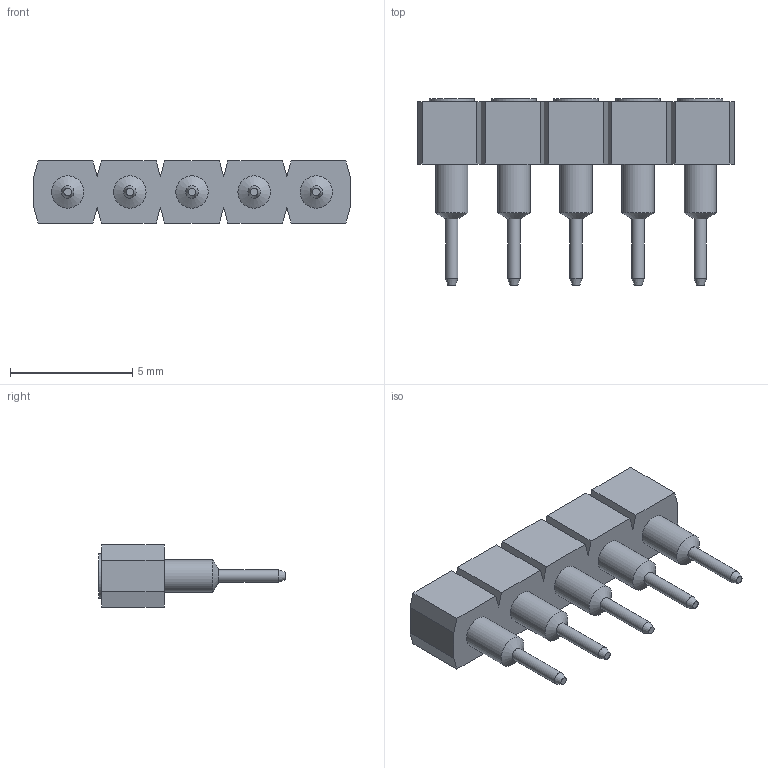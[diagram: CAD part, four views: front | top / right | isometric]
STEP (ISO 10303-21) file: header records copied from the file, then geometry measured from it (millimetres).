
FILE_DESCRIPTION( ( 'STEP AP214' ), ' ' );
FILE_NAME( 'SS-105-G-2.stp', '2016-03-05T20:15:54', ( '' ), ( '' ), ' ', 'PARTsolutions', ' ' );
FILE_SCHEMA( ( 'AUTOMOTIVE_DESIGN { 1 0 10303 214 1 1 1 1 }' ) );
Length unit declared in the file: inch
Products named in the file (3): SS-105-G-2; _SS-105-G-2_socket; _SS-105-G-2_pins
Assembly tree (6 placements, depth 2):
  SS-105-G-2
    _SS-105-G-2_socket
    _SS-105-G-2_pins  x5
Bounding box: 12.93 x 7.62 x 2.54 mm (x, y, z)
Volume: 89.5 mm3; surface area: 411.2 mm2
Topology: 6 solids, 6 shells, 129 faces, 276 edges, 174 vertices
Faces by surface type: plane 59, cylinder 40, cone 30
Full cylindrical faces by diameter (mm): 0.305 x5, 0.508 x5, 0.752 x5, 1.321 x15, 1.829 x10
Entity records: 2370 total; most frequent: DIRECTION 310, CARTESIAN_POINT 303, ORIENTED_EDGE 262, EDGE_CURVE 131, AXIS2_PLACEMENT_3D 107, EDGE_LOOP 104, VERTEX_POINT 100, LINE 96
